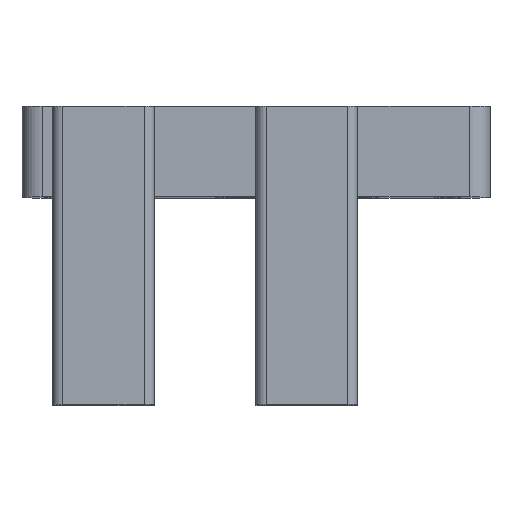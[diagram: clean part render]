
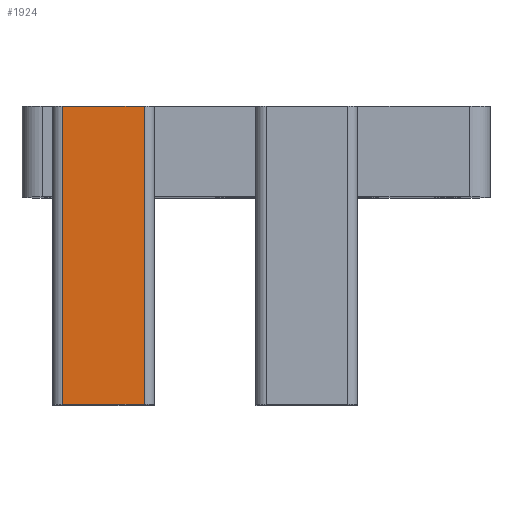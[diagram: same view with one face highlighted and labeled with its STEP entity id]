
A CAD part, top view. The second image highlights one B-rep face of the part: STEP entity #1924.
In plain terms, the highlighted planar face has unit normal (0, 0, 1).
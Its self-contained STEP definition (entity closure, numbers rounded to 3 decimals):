
#284 = VERTEX_POINT ( 'NONE', #2125 ) ;
#397 = VECTOR ( 'NONE', #1670, 1000. ) ;
#501 = EDGE_CURVE ( 'NONE', #2030, #3148, #3646, .T. ) ;
#539 = VERTEX_POINT ( 'NONE', #1786 ) ;
#677 = DIRECTION ( 'NONE',  ( -1., 0., 0. ) ) ;
#1208 = EDGE_CURVE ( 'NONE', #2030, #284, #3673, .T. ) ;
#1273 = LINE ( 'NONE', #2277, #2465 ) ;
#1296 = CARTESIAN_POINT ( 'NONE',  ( -15., 8.9, 38.5 ) ) ;
#1388 = CARTESIAN_POINT ( 'NONE',  ( 0., 0., 38.5 ) ) ;
#1592 = DIRECTION ( 'NONE',  ( 0., 1., 0. ) ) ;
#1633 = DIRECTION ( 'NONE',  ( 0., 0., 1. ) ) ;
#1670 = DIRECTION ( 'NONE',  ( 0., -1., 0. ) ) ;
#1679 = VECTOR ( 'NONE', #3374, 1000. ) ;
#1786 = CARTESIAN_POINT ( 'NONE',  ( -23., 8.9, 38.5 ) ) ;
#1827 = AXIS2_PLACEMENT_3D ( 'NONE', #1388, #1633, #3319 ) ;
#1924 = ADVANCED_FACE ( 'NONE', ( #3360 ), #2964, .T. ) ;
#2010 = ORIENTED_EDGE ( 'NONE', *, *, #2679, .T. ) ;
#2030 = VERTEX_POINT ( 'NONE', #2069 ) ;
#2046 = CARTESIAN_POINT ( 'NONE',  ( -23., -20.4, 38.5 ) ) ;
#2069 = CARTESIAN_POINT ( 'NONE',  ( -15., -20.4, 38.5 ) ) ;
#2081 = ORIENTED_EDGE ( 'NONE', *, *, #501, .T. ) ;
#2125 = CARTESIAN_POINT ( 'NONE',  ( -23., -20.4, 38.5 ) ) ;
#2277 = CARTESIAN_POINT ( 'NONE',  ( -14., 8.9, 38.5 ) ) ;
#2465 = VECTOR ( 'NONE', #677, 1000. ) ;
#2567 = ORIENTED_EDGE ( 'NONE', *, *, #1208, .F. ) ;
#2613 = EDGE_LOOP ( 'NONE', ( #2567, #2081, #2010, #2921 ) ) ;
#2656 = VECTOR ( 'NONE', #1592, 1000. ) ;
#2679 = EDGE_CURVE ( 'NONE', #3148, #539, #1273, .T. ) ;
#2921 = ORIENTED_EDGE ( 'NONE', *, *, #3121, .T. ) ;
#2964 = PLANE ( 'NONE',  #1827 ) ;
#3121 = EDGE_CURVE ( 'NONE', #539, #284, #3384, .T. ) ;
#3148 = VERTEX_POINT ( 'NONE', #3700 ) ;
#3319 = DIRECTION ( 'NONE',  ( 1., 0., 0. ) ) ;
#3351 = CARTESIAN_POINT ( 'NONE',  ( -24., -20.4, 38.5 ) ) ;
#3360 = FACE_OUTER_BOUND ( 'NONE', #2613, .T. ) ;
#3374 = DIRECTION ( 'NONE',  ( -1., 0., 0. ) ) ;
#3384 = LINE ( 'NONE', #2046, #397 ) ;
#3646 = LINE ( 'NONE', #1296, #2656 ) ;
#3673 = LINE ( 'NONE', #3351, #1679 ) ;
#3700 = CARTESIAN_POINT ( 'NONE',  ( -15., 8.9, 38.5 ) ) ;
